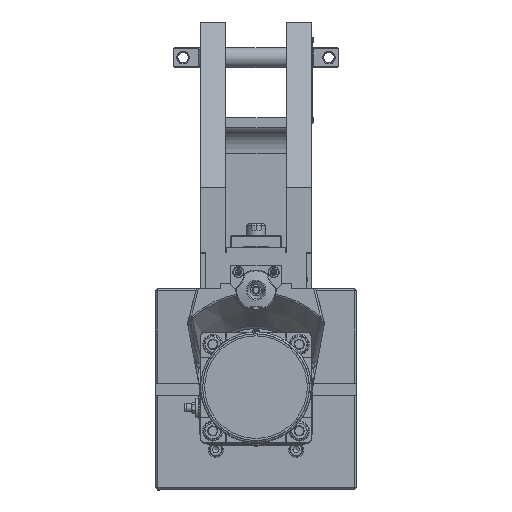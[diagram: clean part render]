
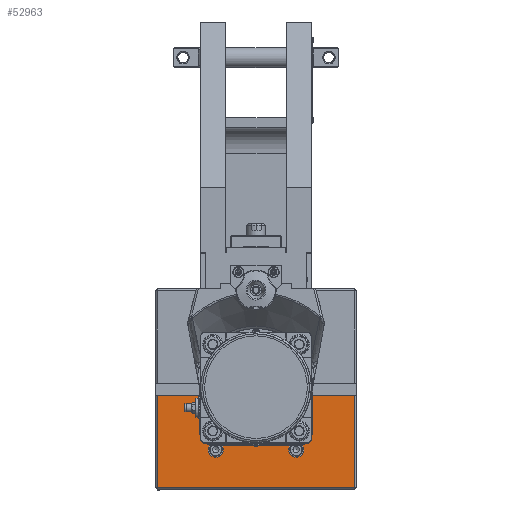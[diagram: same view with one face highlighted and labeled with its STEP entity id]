
A CAD part, top view. The second image highlights one B-rep face of the part: STEP entity #52963.
In plain terms, the highlighted planar face has unit normal (0, 0, 1).
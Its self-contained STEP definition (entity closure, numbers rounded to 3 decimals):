
#51991=CARTESIAN_POINT('',(-56.68,-23.,142.5));
#51992=VERTEX_POINT('',#51991);
#52023=CARTESIAN_POINT('',(139.32,-23.,142.5));
#52024=VERTEX_POINT('',#52023);
#52047=CARTESIAN_POINT('',(139.32,69.,142.5));
#52048=VERTEX_POINT('',#52047);
#52055=CARTESIAN_POINT('',(139.32,69.,142.5));
#52056=DIRECTION('',(0.0,-1.0,0.0));
#52057=VECTOR('',#52056,92.);
#52058=LINE('',#52055,#52057);
#52059=EDGE_CURVE('',#52048,#52024,#52058,.T.);
#52106=CARTESIAN_POINT('',(139.32,-23.,142.5));
#52107=DIRECTION('',(-1.0,0.0,0.0));
#52108=VECTOR('',#52107,196.);
#52109=LINE('',#52106,#52108);
#52110=EDGE_CURVE('',#52024,#51992,#52109,.T.);
#52142=CARTESIAN_POINT('',(-56.68,69.,142.5));
#52143=VERTEX_POINT('',#52142);
#52159=CARTESIAN_POINT('',(-56.68,-23.,142.5));
#52160=DIRECTION('',(0.0,1.0,0.0));
#52161=VECTOR('',#52160,92.0);
#52162=LINE('',#52159,#52161);
#52163=EDGE_CURVE('',#51992,#52143,#52162,.T.);
#52572=CARTESIAN_POINT('',(81.32,7.5,142.5));
#52573=VERTEX_POINT('',#52572);
#52574=CARTESIAN_POINT('',(81.32,15.,142.5));
#52575=DIRECTION('',(0.0,0.0,-1.0));
#52576=DIRECTION('',(0.0,-1.0,0.0));
#52577=AXIS2_PLACEMENT_3D('',#52574,#52575,#52576);
#52578=CIRCLE('',#52577,7.5);
#52579=EDGE_CURVE('',#52573,#52573,#52578,.T.);
#52633=CARTESIAN_POINT('',(1.32,7.5,142.5));
#52634=VERTEX_POINT('',#52633);
#52635=CARTESIAN_POINT('',(1.32,15.,142.5));
#52636=DIRECTION('',(0.0,0.0,-1.0));
#52637=DIRECTION('',(0.0,-1.0,0.0));
#52638=AXIS2_PLACEMENT_3D('',#52635,#52636,#52637);
#52639=CIRCLE('',#52638,7.5);
#52640=EDGE_CURVE('',#52634,#52634,#52639,.T.);
#52810=CARTESIAN_POINT('',(139.32,69.,142.5));
#52811=DIRECTION('',(-1.0,0.0,0.0));
#52812=VECTOR('',#52811,196.0);
#52813=LINE('',#52810,#52812);
#52814=EDGE_CURVE('',#52048,#52143,#52813,.T.);
#52946=CARTESIAN_POINT('',(41.32,75.,142.5));
#52947=DIRECTION('',(0.0,0.0,1.0));
#52948=DIRECTION('',(0.0,-1.0,0.0));
#52949=AXIS2_PLACEMENT_3D('',#52946,#52947,#52948);
#52950=PLANE('',#52949);
#52951=ORIENTED_EDGE('',*,*,#52059,.F.);
#52952=ORIENTED_EDGE('',*,*,#52814,.T.);
#52953=ORIENTED_EDGE('',*,*,#52163,.F.);
#52954=ORIENTED_EDGE('',*,*,#52110,.F.);
#52955=EDGE_LOOP('',(#52951,#52952,#52953,#52954));
#52956=FACE_OUTER_BOUND('',#52955,.T.);
#52957=ORIENTED_EDGE('',*,*,#52579,.T.);
#52958=EDGE_LOOP('',(#52957));
#52959=FACE_BOUND('',#52958,.T.);
#52960=ORIENTED_EDGE('',*,*,#52640,.T.);
#52961=EDGE_LOOP('',(#52960));
#52962=FACE_BOUND('',#52961,.T.);
#52963=ADVANCED_FACE('',(#52956,#52959,#52962),#52950,.T.);
